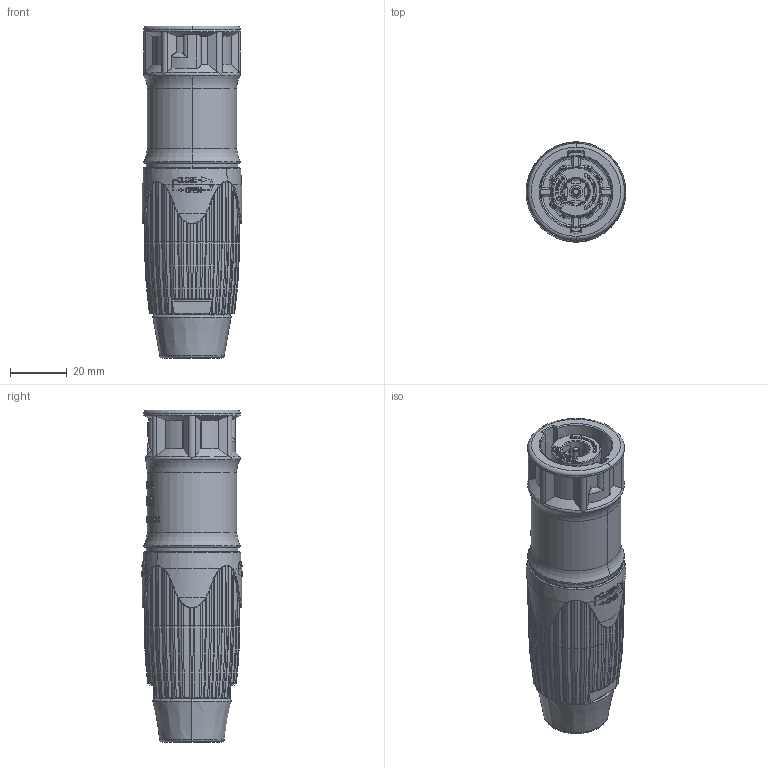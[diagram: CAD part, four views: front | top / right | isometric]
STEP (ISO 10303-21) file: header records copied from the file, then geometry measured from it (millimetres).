
FILE_DESCRIPTION((''),'2;1');
FILE_NAME('NLT8MXX','2021-02-18T08:31:27',('lob'),(''),'CREO PARAMETRIC BY PTC INC, 2019080','CREO PARAMETRIC BY PTC INC, 2019080','');
FILE_SCHEMA(('CONFIG_CONTROL_DESIGN'));
Products named in the file (1): NLT8MXX
Bounding box: 35 x 35.2 x 116.73 mm (x, y, z)
Volume: 82327.8 mm3; surface area: 19186.4 mm2
Topology: 1 solids, 2 shells, 2713 faces, 7165 edges, 4537 vertices
Faces by surface type: plane 1040, bspline 572, extrusion 386, cylinder 320, cone 189, torus 160, sphere 46
Entity records: 108092 total; most frequent: CARTESIAN_POINT 49722, ORIENTED_EDGE 14332, DIRECTION 8552, EDGE_CURVE 7166, VERTEX_POINT 4537, B_SPLINE_CURVE_WITH_KNOTS 4205, AXIS2_PLACEMENT_3D 3064, EDGE_LOOP 2817
